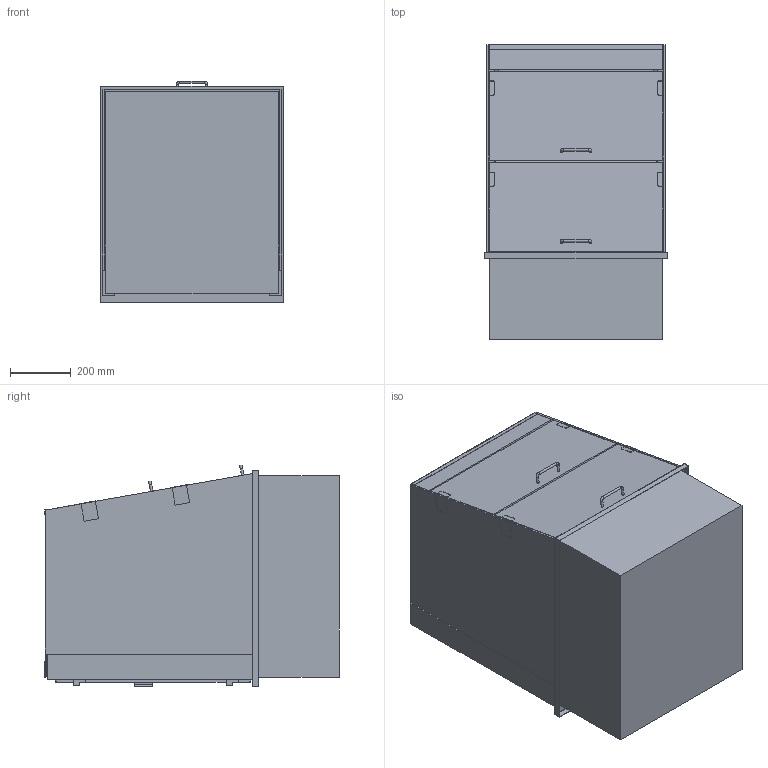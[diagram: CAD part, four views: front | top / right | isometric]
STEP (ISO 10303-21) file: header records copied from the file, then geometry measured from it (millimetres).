
FILE_DESCRIPTION (( 'STEP AP214' ), '1' );
FILE_NAME ('EU512700_Foodstation Hot Flaps 70.STEP', '2022-04-26T12:13:20', ( '' ), ( '' ), 'SwSTEP 2.0', 'SolidWorks 2017', '' );
FILE_SCHEMA (( 'AUTOMOTIVE_DESIGN' ));
Length unit declared in the file: millimetre
Products named in the file (1): EU512700_Foodstation Hot Flaps 70
Bounding box: 600 x 966 x 727.9 mm (x, y, z)
Volume: 61153447.1 mm3; surface area: 9257559 mm2
Topology: 46 solids, 46 shells, 449 faces, 1004 edges, 654 vertices
Faces by surface type: plane 343, cylinder 86, torus 20
Full cylindrical faces by diameter (mm): 8 x10
Entity records: 13247 total; most frequent: CARTESIAN_POINT 2110, DIRECTION 2074, ORIENTED_EDGE 1980, EDGE_CURVE 990, LINE 798, VECTOR 798, VERTEX_POINT 654, AXIS2_PLACEMENT_3D 638
